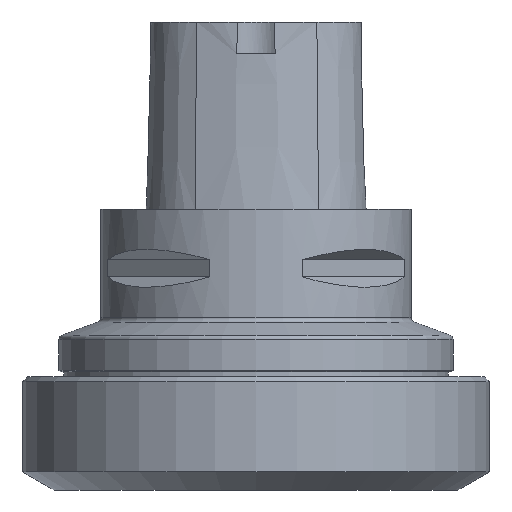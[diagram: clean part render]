
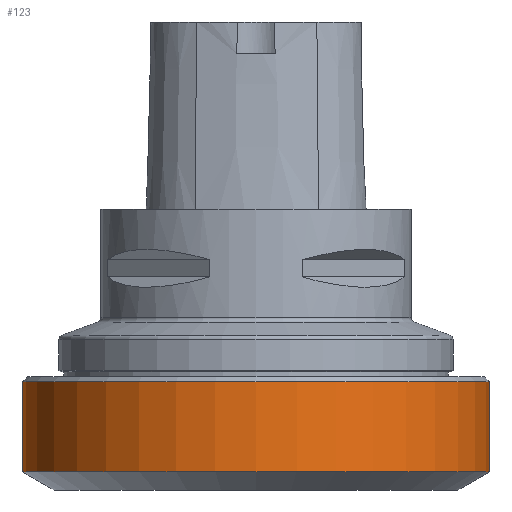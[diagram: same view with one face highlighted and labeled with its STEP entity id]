
A CAD part, front view. The second image highlights one B-rep face of the part: STEP entity #123.
In plain terms, the highlighted cylindrical face has radius 47.35 mm (diameter 94.7 mm), a full revolution.
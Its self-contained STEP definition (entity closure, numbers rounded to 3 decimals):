
#123=ADVANCED_FACE('',(#187,#188),#130,.T.);
#130=CYLINDRICAL_SURFACE('',#635,47.35);
#159=CIRCLE('',#633,47.35);
#160=CIRCLE('',#634,47.35);
#187=FACE_BOUND('',#241,.T.);
#188=FACE_BOUND('',#242,.T.);
#241=EDGE_LOOP('',(#373));
#242=EDGE_LOOP('',(#374));
#373=ORIENTED_EDGE('',*,*,#485,.T.);
#374=ORIENTED_EDGE('',*,*,#486,.T.);
#423=VERTEX_POINT('',#967);
#424=VERTEX_POINT('',#969);
#485=EDGE_CURVE('',#423,#423,#159,.T.);
#486=EDGE_CURVE('',#424,#424,#160,.T.);
#633=AXIS2_PLACEMENT_3D('',#966,#806,#807);
#634=AXIS2_PLACEMENT_3D('',#968,#808,#809);
#635=AXIS2_PLACEMENT_3D('',#970,#810,#811);
#806=DIRECTION('',(0.,0.,1.));
#807=DIRECTION('',(1.,0.,0.));
#808=DIRECTION('',(0.,0.,-1.));
#809=DIRECTION('',(1.,0.,0.));
#810=DIRECTION('',(0.,0.,1.));
#811=DIRECTION('',(1.,0.,0.));
#966=CARTESIAN_POINT('',(0.,0.,-53.334));
#967=CARTESIAN_POINT('',(47.35,0.,-53.334));
#968=CARTESIAN_POINT('',(0.,0.,-35.));
#969=CARTESIAN_POINT('',(47.35,0.,-35.));
#970=CARTESIAN_POINT('',(0.,0.,-34.));
